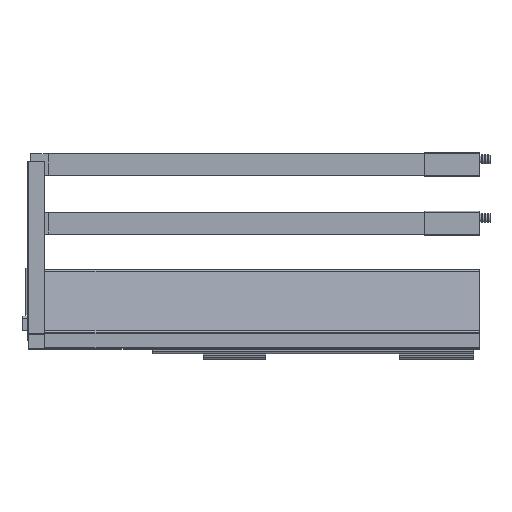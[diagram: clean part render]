
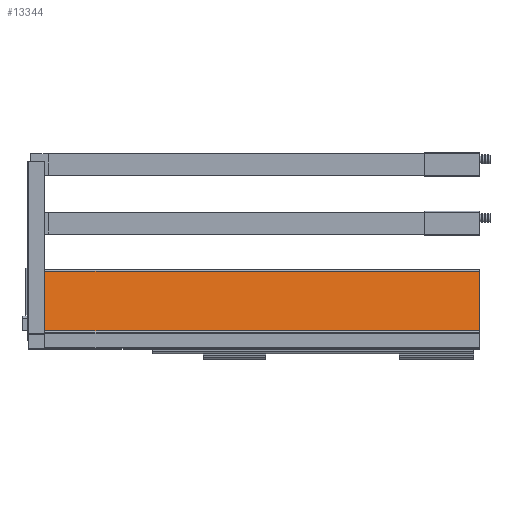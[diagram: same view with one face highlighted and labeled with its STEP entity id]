
A CAD part, top view. The second image highlights one B-rep face of the part: STEP entity #13344.
In plain terms, the highlighted planar face has unit normal (0, 0.139, 0.99).
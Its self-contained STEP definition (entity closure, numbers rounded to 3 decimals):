
#726 = CARTESIAN_POINT ( 'NONE',  ( -473.5, 75.024, 25.028 ) ) ;
#763 = VERTEX_POINT ( 'NONE', #726 ) ;
#1075 = CARTESIAN_POINT ( 'NONE',  ( -473.5, 75.024, 25.028 ) ) ;
#1083 = PLANE ( 'NONE',  #1205 ) ;
#1205 = AXIS2_PLACEMENT_3D ( 'NONE', #2212, #2137, #6679 ) ;
#1244 = CARTESIAN_POINT ( 'NONE',  ( 0., 10.222, 34.135 ) ) ;
#2137 = DIRECTION ( 'NONE',  ( 0., 0.139, 0.99 ) ) ;
#2212 = CARTESIAN_POINT ( 'NONE',  ( -493., 75.024, 25.028 ) ) ;
#2357 = DIRECTION ( 'NONE',  ( 0., -0.99, 0.139 ) ) ;
#2637 = VECTOR ( 'NONE', #6784, 1000. ) ;
#2923 = CARTESIAN_POINT ( 'NONE',  ( 0., 75.024, 25.028 ) ) ;
#4318 = EDGE_CURVE ( 'NONE', #763, #7959, #8336, .T. ) ;
#4473 = LINE ( 'NONE', #1075, #6285 ) ;
#4752 = ORIENTED_EDGE ( 'NONE', *, *, #4318, .F. ) ;
#5005 = VERTEX_POINT ( 'NONE', #5383 ) ;
#5297 = VECTOR ( 'NONE', #2357, 1000. ) ;
#5383 = CARTESIAN_POINT ( 'NONE',  ( 0., 10.222, 34.135 ) ) ;
#5431 = DIRECTION ( 'NONE',  ( 1., 0., 0. ) ) ;
#6285 = VECTOR ( 'NONE', #8784, 1000. ) ;
#6328 = CARTESIAN_POINT ( 'NONE',  ( -473.5, 10.222, 34.135 ) ) ;
#6679 = DIRECTION ( 'NONE',  ( 0., -0.99, 0.139 ) ) ;
#6767 = ORIENTED_EDGE ( 'NONE', *, *, #11267, .T. ) ;
#6784 = DIRECTION ( 'NONE',  ( 1., 0., 0. ) ) ;
#7696 = LINE ( 'NONE', #1244, #2637 ) ;
#7959 = VERTEX_POINT ( 'NONE', #2923 ) ;
#8109 = ORIENTED_EDGE ( 'NONE', *, *, #12965, .F. ) ;
#8336 = LINE ( 'NONE', #10824, #12199 ) ;
#8672 = CARTESIAN_POINT ( 'NONE',  ( 0., 75.024, 25.028 ) ) ;
#8720 = FACE_OUTER_BOUND ( 'NONE', #12933, .T. ) ;
#8784 = DIRECTION ( 'NONE',  ( 0., 0.99, -0.139 ) ) ;
#9711 = EDGE_CURVE ( 'NONE', #11924, #763, #4473, .T. ) ;
#10315 = ORIENTED_EDGE ( 'NONE', *, *, #9711, .F. ) ;
#10824 = CARTESIAN_POINT ( 'NONE',  ( -493., 75.024, 25.028 ) ) ;
#11267 = EDGE_CURVE ( 'NONE', #11924, #5005, #7696, .T. ) ;
#11924 = VERTEX_POINT ( 'NONE', #6328 ) ;
#12092 = LINE ( 'NONE', #8672, #5297 ) ;
#12199 = VECTOR ( 'NONE', #5431, 1000. ) ;
#12933 = EDGE_LOOP ( 'NONE', ( #10315, #6767, #8109, #4752 ) ) ;
#12965 = EDGE_CURVE ( 'NONE', #7959, #5005, #12092, .T. ) ;
#13344 = ADVANCED_FACE ( 'NONE', ( #8720 ), #1083, .T. ) ;
